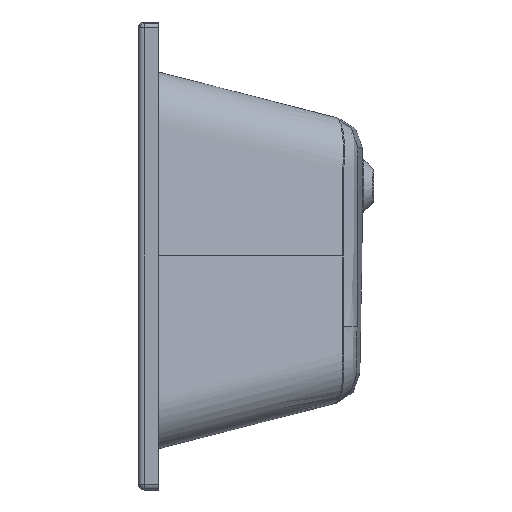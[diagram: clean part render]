
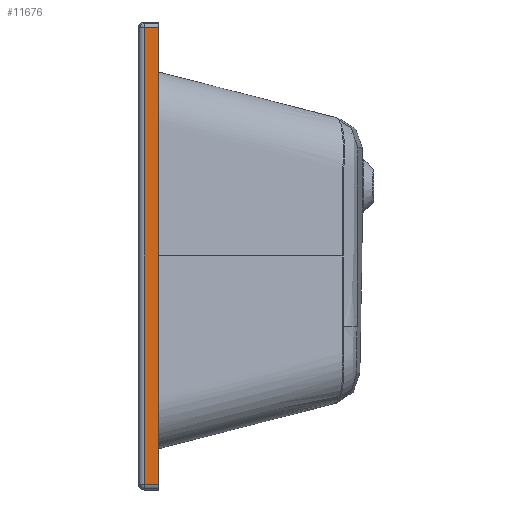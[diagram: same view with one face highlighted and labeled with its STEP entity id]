
A CAD part, left-side view. The second image highlights one B-rep face of the part: STEP entity #11676.
In plain terms, the highlighted planar face has unit normal (-1, 0, 0).
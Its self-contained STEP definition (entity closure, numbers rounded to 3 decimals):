
#6 = DIRECTION ( 'NONE',  ( 0., 0., 1. ) ) ;
#180 = CARTESIAN_POINT ( 'NONE',  ( -900., -10., -400. ) ) ;
#345 = CARTESIAN_POINT ( 'NONE',  ( -900., -35., 390. ) ) ;
#461 = ORIENTED_EDGE ( 'NONE', *, *, #723, .F. ) ;
#723 = EDGE_CURVE ( 'NONE', #6533, #11545, #11671, .T. ) ;
#2045 = FACE_OUTER_BOUND ( 'NONE', #10157, .T. ) ;
#2927 = CARTESIAN_POINT ( 'NONE',  ( -900., -10., -390. ) ) ;
#3072 = ORIENTED_EDGE ( 'NONE', *, *, #12653, .F. ) ;
#3135 = CARTESIAN_POINT ( 'NONE',  ( -900., -35., 390. ) ) ;
#3410 = CARTESIAN_POINT ( 'NONE',  ( -900., 0., -400. ) ) ;
#3580 = CARTESIAN_POINT ( 'NONE',  ( -900., -10., 390. ) ) ;
#3644 = VECTOR ( 'NONE', #4432, 1000. ) ;
#4188 = DIRECTION ( 'NONE',  ( 0., 1., 0. ) ) ;
#4432 = DIRECTION ( 'NONE',  ( 0., 0., 1. ) ) ;
#5245 = VERTEX_POINT ( 'NONE', #345 ) ;
#5411 = EDGE_CURVE ( 'NONE', #6533, #5245, #6459, .T. ) ;
#6459 = LINE ( 'NONE', #10349, #3644 ) ;
#6533 = VERTEX_POINT ( 'NONE', #11852 ) ;
#8035 = DIRECTION ( 'NONE',  ( 0., -1., 0. ) ) ;
#8312 = DIRECTION ( 'NONE',  ( 1., 0., 0. ) ) ;
#8403 = PLANE ( 'NONE',  #12066 ) ;
#9094 = VECTOR ( 'NONE', #6, 1000. ) ;
#9471 = VERTEX_POINT ( 'NONE', #3580 ) ;
#10157 = EDGE_LOOP ( 'NONE', ( #11436, #461, #11261, #3072 ) ) ;
#10349 = CARTESIAN_POINT ( 'NONE',  ( -900., -35., -400. ) ) ;
#10717 = VECTOR ( 'NONE', #4188, 1000. ) ;
#10824 = VECTOR ( 'NONE', #8035, 1000. ) ;
#11255 = CARTESIAN_POINT ( 'NONE',  ( -900., 0., -390. ) ) ;
#11261 = ORIENTED_EDGE ( 'NONE', *, *, #5411, .T. ) ;
#11395 = DIRECTION ( 'NONE',  ( 0., 0., -1. ) ) ;
#11436 = ORIENTED_EDGE ( 'NONE', *, *, #12876, .F. ) ;
#11545 = VERTEX_POINT ( 'NONE', #2927 ) ;
#11671 = LINE ( 'NONE', #11255, #10717 ) ;
#11676 = ADVANCED_FACE ( 'NONE', ( #2045 ), #8403, .F. ) ;
#11852 = CARTESIAN_POINT ( 'NONE',  ( -900., -35., -390. ) ) ;
#12066 = AXIS2_PLACEMENT_3D ( 'NONE', #3410, #8312, #11395 ) ;
#12086 = LINE ( 'NONE', #180, #9094 ) ;
#12422 = LINE ( 'NONE', #3135, #10824 ) ;
#12653 = EDGE_CURVE ( 'NONE', #9471, #5245, #12422, .T. ) ;
#12876 = EDGE_CURVE ( 'NONE', #11545, #9471, #12086, .T. ) ;
